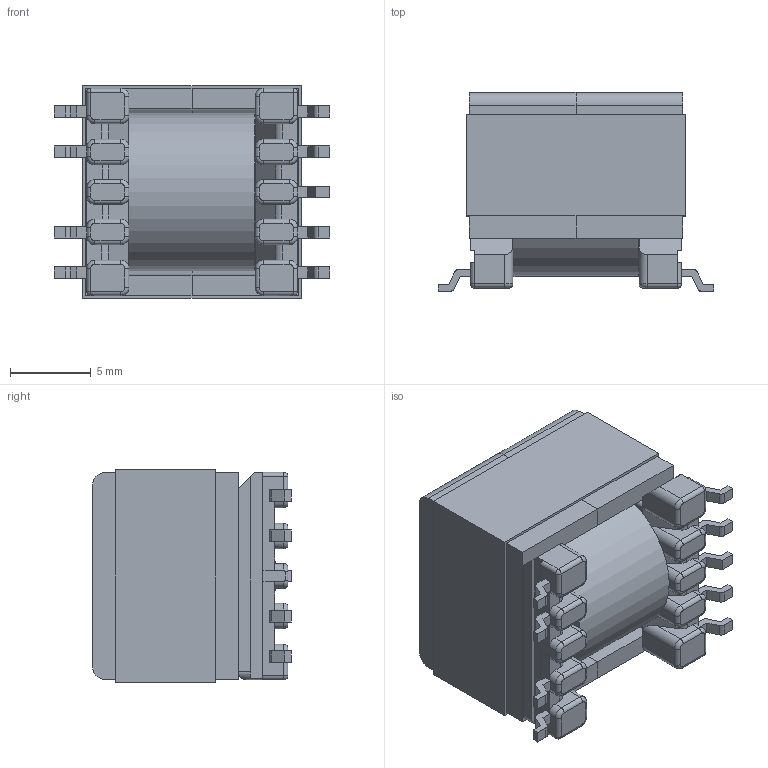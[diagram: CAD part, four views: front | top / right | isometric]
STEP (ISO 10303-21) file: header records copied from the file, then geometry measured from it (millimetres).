
FILE_DESCRIPTION (( 'STEP AP214' ), '1' );
FILE_NAME ('EP13_4375_MP3.STEP', '2021-07-02T16:09:37', ( '' ), ( '' ), 'SwSTEP 2.0', 'SolidWorks 2017', '' );
FILE_SCHEMA (( 'AUTOMOTIVE_DESIGN' ));
Length unit declared in the file: inch
Products named in the file (5): 070-4375_coil; 440-9988-2363; 070-4375_6K; 150-2363_6A; EP13_4375_MP3
Assembly tree (5 placements, depth 2):
  EP13_4375_MP3
    070-4375_6K
    070-4375_coil
    150-2363_6A  x2
    440-9988-2363
Bounding box: 17 x 12.27 x 13.1 mm (x, y, z)
Volume: 1733.3 mm3; surface area: 3221.2 mm2
Topology: 5 solids, 5 shells, 379 faces, 1005 edges, 636 vertices
Faces by surface type: plane 192, cylinder 139, torus 44, sphere 4
Entity records: 12863 total; most frequent: CARTESIAN_POINT 2092, DIRECTION 1985, ORIENTED_EDGE 1930, EDGE_CURVE 965, AXIS2_PLACEMENT_3D 682, LINE 621, VECTOR 621, VERTEX_POINT 612
